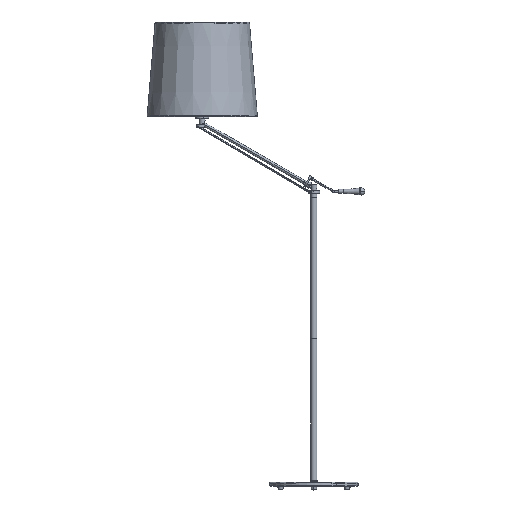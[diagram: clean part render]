
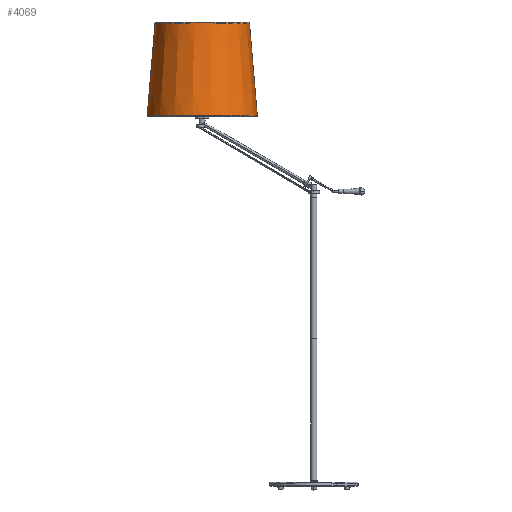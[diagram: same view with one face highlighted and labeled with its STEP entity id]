
A CAD part, top view. The second image highlights one B-rep face of the part: STEP entity #4069.
In plain terms, the highlighted conical face has half-angle 4.828 degrees and reference radius 175 mm.
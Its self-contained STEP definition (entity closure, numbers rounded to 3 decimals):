
#346 = EDGE_CURVE ( 'NONE', #652, #4912, #3616, .T. ) ;
#652 = VERTEX_POINT ( 'NONE', #9893 ) ;
#1151 = LINE ( 'NONE', #2658, #1563 ) ;
#1563 = VECTOR ( 'NONE', #1871, 1000. ) ;
#1871 = DIRECTION ( 'NONE',  ( 0.084, -0.996, 0. ) ) ;
#2069 = DIRECTION ( 'NONE',  ( -1., 0., 0. ) ) ;
#2559 = CONICAL_SURFACE ( 'NONE', #5198, 175., 0.084 ) ;
#2658 = CARTESIAN_POINT ( 'NONE',  ( -180.057, 1176.986, 0. ) ) ;
#3616 = CIRCLE ( 'NONE', #7223, 150. ) ;
#3853 = DIRECTION ( 'NONE',  ( 0., -1., 0. ) ) ;
#3872 = VERTEX_POINT ( 'NONE', #5476 ) ;
#3907 = DIRECTION ( 'NONE',  ( -1., 0., 0. ) ) ;
#3964 = VERTEX_POINT ( 'NONE', #8982 ) ;
#4069 = ADVANCED_FACE ( 'NONE', ( #5314 ), #2559, .T. ) ;
#4422 = EDGE_LOOP ( 'NONE', ( #8465, #4721, #4722, #5980 ) ) ;
#4507 = EDGE_CURVE ( 'NONE', #652, #3872, #1151, .T. ) ;
#4721 = ORIENTED_EDGE ( 'NONE', *, *, #346, .T. ) ;
#4722 = ORIENTED_EDGE ( 'NONE', *, *, #5276, .T. ) ;
#4912 = VERTEX_POINT ( 'NONE', #5161 ) ;
#5161 = CARTESIAN_POINT ( 'NONE',  ( -505.057, 1472.986, 0. ) ) ;
#5198 = AXIS2_PLACEMENT_3D ( 'NONE', #10023, #9919, #2069 ) ;
#5276 = EDGE_CURVE ( 'NONE', #4912, #3964, #6390, .T. ) ;
#5314 = FACE_OUTER_BOUND ( 'NONE', #4422, .T. ) ;
#5476 = CARTESIAN_POINT ( 'NONE',  ( -180.057, 1176.986, 0. ) ) ;
#5906 = DIRECTION ( 'NONE',  ( -1., 0., 0. ) ) ;
#5980 = ORIENTED_EDGE ( 'NONE', *, *, #7331, .F. ) ;
#6201 = AXIS2_PLACEMENT_3D ( 'NONE', #8221, #6780, #5906 ) ;
#6390 = LINE ( 'NONE', #8915, #7682 ) ;
#6527 = CIRCLE ( 'NONE', #6201, 175. ) ;
#6780 = DIRECTION ( 'NONE',  ( 0., -1., 0. ) ) ;
#7223 = AXIS2_PLACEMENT_3D ( 'NONE', #7817, #3853, #3907 ) ;
#7331 = EDGE_CURVE ( 'NONE', #3872, #3964, #6527, .T. ) ;
#7682 = VECTOR ( 'NONE', #9531, 1000. ) ;
#7817 = CARTESIAN_POINT ( 'NONE',  ( -355.057, 1472.986, 0. ) ) ;
#8221 = CARTESIAN_POINT ( 'NONE',  ( -355.057, 1176.986, 0. ) ) ;
#8465 = ORIENTED_EDGE ( 'NONE', *, *, #4507, .F. ) ;
#8915 = CARTESIAN_POINT ( 'NONE',  ( -530.057, 1176.986, 0. ) ) ;
#8982 = CARTESIAN_POINT ( 'NONE',  ( -530.057, 1176.986, 0. ) ) ;
#9531 = DIRECTION ( 'NONE',  ( -0.084, -0.996, 0. ) ) ;
#9893 = CARTESIAN_POINT ( 'NONE',  ( -205.057, 1472.986, 0. ) ) ;
#9919 = DIRECTION ( 'NONE',  ( 0., -1., 0. ) ) ;
#10023 = CARTESIAN_POINT ( 'NONE',  ( -355.057, 1176.986, 0. ) ) ;
